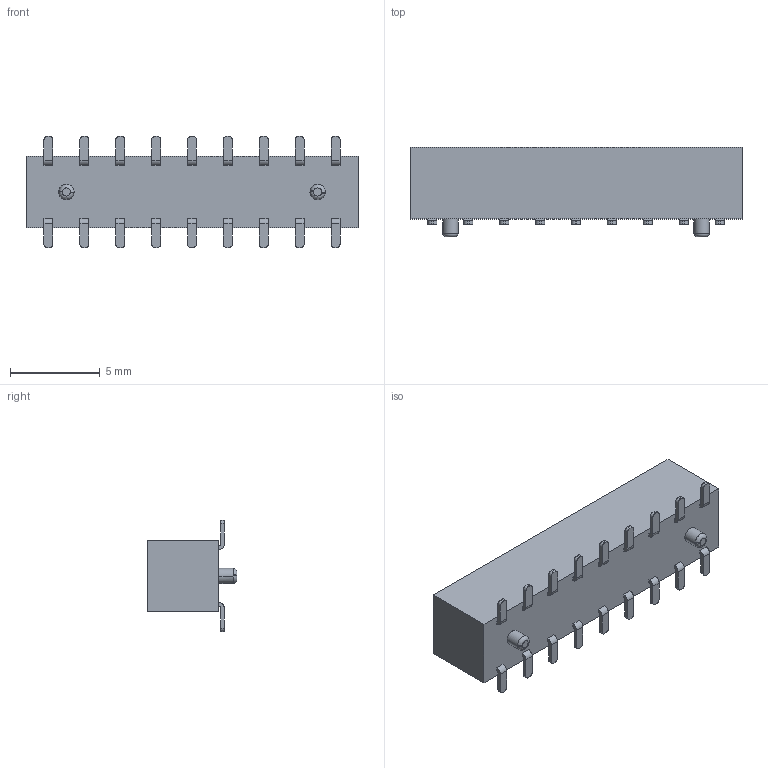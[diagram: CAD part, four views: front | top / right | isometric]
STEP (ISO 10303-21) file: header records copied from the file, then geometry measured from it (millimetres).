
FILE_DESCRIPTION( ('This file contains a STEP AP42 implementation' ,'as created by ZW3D STEP Interface translator.') ,'2;1' );
FILE_NAME( '2240N-2XXMXXCUNX2.stp' ,'23 415. 82858', (''), ('ZWCAD Software Co.'), 'Version 1.0', 'ZW3D to STEP translator', '' );
FILE_SCHEMA(('AUTOMOTIVE_DESIGN { 1 0 10303 214 1 1 1 1 }'));
Length unit declared in the file: millimetre
Products named in the file (2): 0; 2240N-220MXXCUNX2
Bounding box: 18.5 x 5 x 6.2 mm (x, y, z)
Volume: 215.5 mm3; surface area: 938.9 mm2
Topology: 1 solids, 1 shells, 1874 faces, 5358 edges, 3470 vertices
Faces by surface type: plane 1124, cylinder 468, bspline 282
Entity records: 84652 total; most frequent: CARTESIAN_POINT 44783, ORIENTED_EDGE 10716, EDGE_CURVE 5358, B_SPLINE_CURVE_WITH_KNOTS 4852, DIRECTION 3692, VERTEX_POINT 3470, EDGE_LOOP 1930, FACE_OUTER_BOUND 1874
